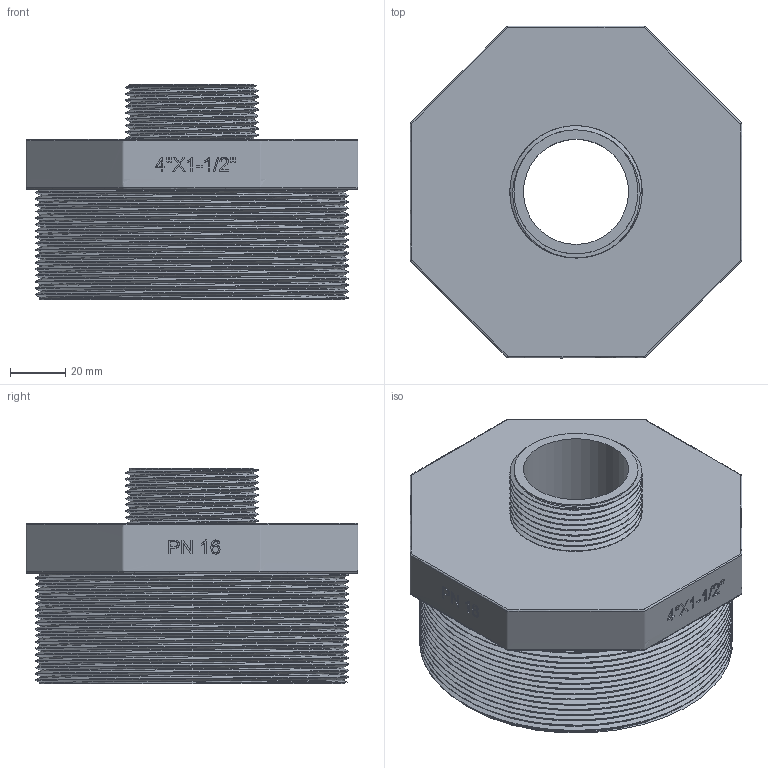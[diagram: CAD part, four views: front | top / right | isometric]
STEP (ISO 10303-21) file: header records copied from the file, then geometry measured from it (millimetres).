
FILE_DESCRIPTION(/* description */ (''),/* implementation_level */ '2;1');
FILE_NAME(/* name */ '4112.stp',/* time_stamp */ '2026-02-11T15:02:49+08:00',/* author */ (''),/* organization */ (''),/* preprocessor_version */ 'ST-DEVELOPER v16',/* originating_system */ 'SIEMENS PLM Software NX 10.0',/* authorisation */ '');
FILE_SCHEMA (('AUTOMOTIVE_DESIGN { 1 0 10303 214 3 1 1 1 }'));
Length unit declared in the file: millimetre
Products named in the file (1): gelv2AA8464Ea4wb
Bounding box: 120.02 x 120.01 x 78 mm (x, y, z)
Volume: 289291.1 mm3; surface area: 75222.2 mm2
Topology: 1 solids, 1 shells, 311 faces, 825 edges, 550 vertices
Faces by surface type: plane 171, extrusion 96, cylinder 38, bspline 6
Full cylindrical faces by diameter (mm): 2.9 x1, 3.6 x1, 38 x1, 44.845 x9, 90 x1, 110.072 x17
Entity records: 18641 total; most frequent: CARTESIAN_POINT 12561, ORIENTED_EDGE 1468, DIRECTION 752, EDGE_CURVE 734, B_SPLINE_CURVE_WITH_KNOTS 560, VERTEX_POINT 494, VECTOR 336, EDGE_LOOP 330
